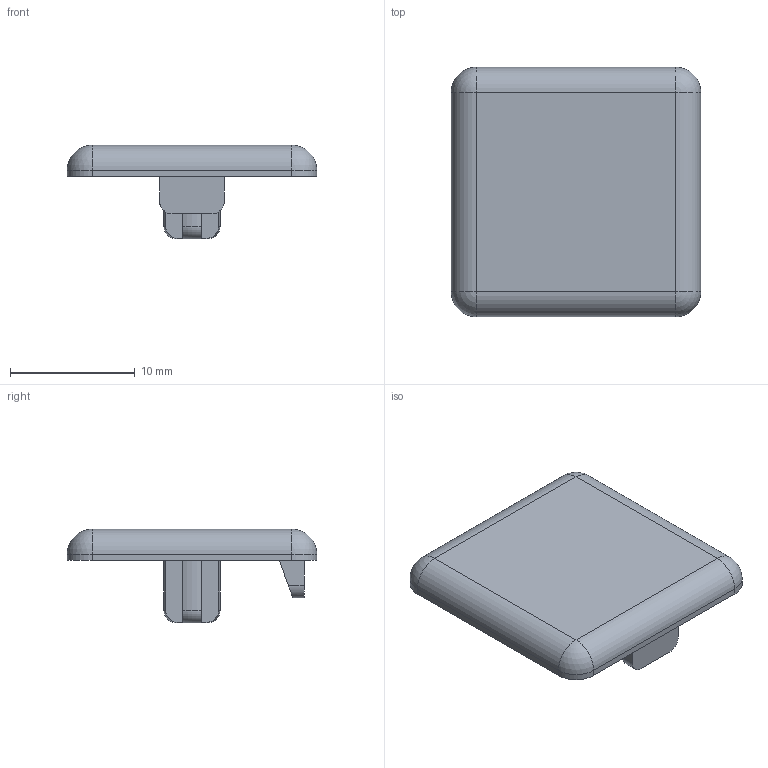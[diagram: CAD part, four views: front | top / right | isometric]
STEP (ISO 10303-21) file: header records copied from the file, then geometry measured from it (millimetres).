
FILE_DESCRIPTION(/* description */ ('Abdeckkappe 20x20'),/* implementation_level */ '2;1');
FILE_NAME(/* name */ '251005005 Abdeckkappe 20x20.stp',/* time_stamp */ '2020-08-25T14:42:15+02:00',/* author */ ('wheldmann'),/* organization */ (''),/* preprocessor_version */ 'ST-DEVELOPER v17.2',/* originating_system */ 'Autodesk Inventor 2019',/* authorisation */ ' ');
FILE_SCHEMA (('AUTOMOTIVE_DESIGN { 1 0 10303 214 3 1 1 }'));
Length unit declared in the file: millimetre
Products named in the file (1): 251005005
Bounding box: 20 x 20 x 7.5 mm (x, y, z)
Volume: 822.9 mm3; surface area: 1107.7 mm2
Topology: 1 solids, 1 shells, 55 faces, 143 edges, 88 vertices
Faces by surface type: plane 31, cylinder 16, torus 4, sphere 4
Entity records: 1734 total; most frequent: CARTESIAN_POINT 355, DIRECTION 279, ORIENTED_EDGE 278, EDGE_CURVE 139, LINE 95, VECTOR 95, AXIS2_PLACEMENT_3D 92, VERTEX_POINT 88
